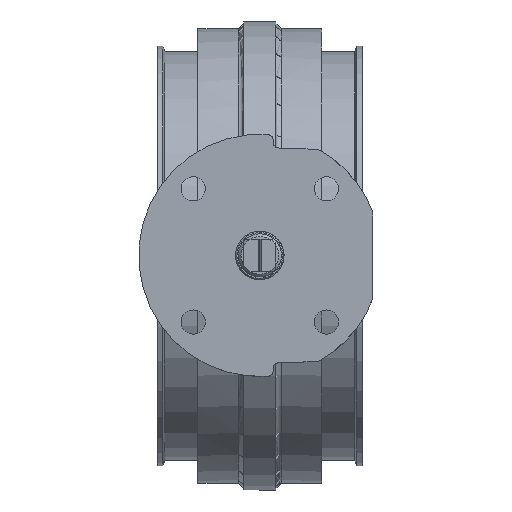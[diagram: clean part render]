
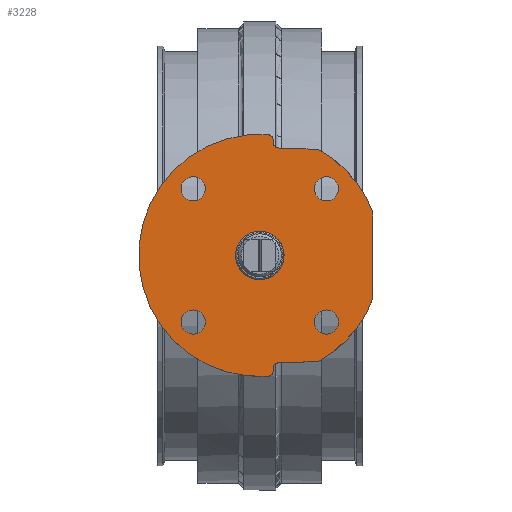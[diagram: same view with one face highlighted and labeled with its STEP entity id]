
A CAD part, top view. The second image highlights one B-rep face of the part: STEP entity #3228.
In plain terms, the highlighted planar face has unit normal (0, 0, 1).
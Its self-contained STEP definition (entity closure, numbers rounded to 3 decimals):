
#2999=CARTESIAN_POINT('',(20.249,-24.749,124.0));
#3000=VERTEX_POINT('',#2999);
#3001=CARTESIAN_POINT('',(24.749,-24.749,124.));
#3002=DIRECTION('',(0.0,0.0,-1.0));
#3003=DIRECTION('',(-1.0,0.0,0.0));
#3004=AXIS2_PLACEMENT_3D('',#3001,#3002,#3003);
#3005=CIRCLE('',#3004,4.5);
#3006=EDGE_CURVE('',#3000,#3000,#3005,.T.);
#3027=CARTESIAN_POINT('',(24.749,20.249,124.0));
#3028=VERTEX_POINT('',#3027);
#3029=CARTESIAN_POINT('',(24.749,24.749,124.));
#3030=DIRECTION('',(0.0,0.0,-1.0));
#3031=DIRECTION('',(0.0,-1.0,0.0));
#3032=AXIS2_PLACEMENT_3D('',#3029,#3030,#3031);
#3033=CIRCLE('',#3032,4.5);
#3034=EDGE_CURVE('',#3028,#3028,#3033,.T.);
#3055=CARTESIAN_POINT('',(-24.749,-20.249,124.0));
#3056=VERTEX_POINT('',#3055);
#3057=CARTESIAN_POINT('',(-24.749,-24.749,124.));
#3058=DIRECTION('',(0.0,0.0,-1.0));
#3059=DIRECTION('',(0.0,1.0,0.0));
#3060=AXIS2_PLACEMENT_3D('',#3057,#3058,#3059);
#3061=CIRCLE('',#3060,4.5);
#3062=EDGE_CURVE('',#3056,#3056,#3061,.T.);
#3083=CARTESIAN_POINT('',(-20.249,24.749,124.0));
#3084=VERTEX_POINT('',#3083);
#3085=CARTESIAN_POINT('',(-24.749,24.749,124.));
#3086=DIRECTION('',(0.0,0.0,-1.0));
#3087=DIRECTION('',(1.0,0.0,0.0));
#3088=AXIS2_PLACEMENT_3D('',#3085,#3086,#3087);
#3089=CIRCLE('',#3088,4.5);
#3090=EDGE_CURVE('',#3084,#3084,#3089,.T.);
#3095=CARTESIAN_POINT('',(-45.001,87.001,124.0));
#3096=DIRECTION('',(0.0,0.0,-1.0));
#3097=DIRECTION('',(-1.0,0.0,0.0));
#3098=AXIS2_PLACEMENT_3D('',#3095,#3096,#3097);
#3099=PLANE('',#3098);
#3100=CARTESIAN_POINT('',(5.0,-42.895,124.));
#3101=VERTEX_POINT('',#3100);
#3102=CARTESIAN_POINT('',(5.0,-41.931,124.));
#3103=VERTEX_POINT('',#3102);
#3104=CARTESIAN_POINT('',(5.0,-42.895,124.));
#3105=DIRECTION('',(0.0,1.0,0.0));
#3106=VECTOR('',#3105,0.964);
#3107=LINE('',#3104,#3106);
#3108=EDGE_CURVE('',#3101,#3103,#3107,.T.);
#3109=ORIENTED_EDGE('',*,*,#3108,.T.);
#3110=CARTESIAN_POINT('',(6.93,-39.933,124.));
#3111=VERTEX_POINT('',#3110);
#3112=CARTESIAN_POINT('',(7.0,-41.931,124.0));
#3113=DIRECTION('',(0.0,0.0,-1.));
#3114=DIRECTION('',(-0.719,0.695,0.0));
#3115=AXIS2_PLACEMENT_3D('',#3112,#3113,#3114);
#3116=CIRCLE('',#3115,2.);
#3117=EDGE_CURVE('',#3103,#3111,#3116,.T.);
#3118=ORIENTED_EDGE('',*,*,#3117,.T.);
#3119=CARTESIAN_POINT('',(21.71,-39.416,124.0));
#3120=VERTEX_POINT('',#3119);
#3121=CARTESIAN_POINT('',(6.93,-39.933,124.));
#3122=DIRECTION('',(0.999,0.035,0.0));
#3123=VECTOR('',#3122,14.789);
#3124=LINE('',#3121,#3123);
#3125=EDGE_CURVE('',#3111,#3120,#3124,.T.);
#3126=ORIENTED_EDGE('',*,*,#3125,.T.);
#3127=CARTESIAN_POINT('',(42.,-16.155,124.));
#3128=VERTEX_POINT('',#3127);
#3129=CARTESIAN_POINT('',(0.0,0.0,124.0));
#3130=DIRECTION('',(0.0,0.0,1.0));
#3131=DIRECTION('',(0.754,-0.657,0.0));
#3132=AXIS2_PLACEMENT_3D('',#3129,#3130,#3131);
#3133=CIRCLE('',#3132,45.0);
#3134=EDGE_CURVE('',#3120,#3128,#3133,.T.);
#3135=ORIENTED_EDGE('',*,*,#3134,.T.);
#3136=CARTESIAN_POINT('',(42.,16.155,124.0));
#3137=VERTEX_POINT('',#3136);
#3138=CARTESIAN_POINT('',(42.,-16.155,124.));
#3139=DIRECTION('',(0.0,1.0,0.0));
#3140=VECTOR('',#3139,32.311);
#3141=LINE('',#3138,#3140);
#3142=EDGE_CURVE('',#3128,#3137,#3141,.T.);
#3143=ORIENTED_EDGE('',*,*,#3142,.T.);
#3144=CARTESIAN_POINT('',(21.71,39.416,124.));
#3145=VERTEX_POINT('',#3144);
#3146=CARTESIAN_POINT('',(0.0,0.0,124.0));
#3147=DIRECTION('',(0.0,0.0,1.0));
#3148=DIRECTION('',(0.754,0.657,0.0));
#3149=AXIS2_PLACEMENT_3D('',#3146,#3147,#3148);
#3150=CIRCLE('',#3149,45.0);
#3151=EDGE_CURVE('',#3137,#3145,#3150,.T.);
#3152=ORIENTED_EDGE('',*,*,#3151,.T.);
#3153=CARTESIAN_POINT('',(6.93,39.933,124.0));
#3154=VERTEX_POINT('',#3153);
#3155=CARTESIAN_POINT('',(21.71,39.416,124.));
#3156=DIRECTION('',(-0.999,0.035,0.0));
#3157=VECTOR('',#3156,14.789);
#3158=LINE('',#3155,#3157);
#3159=EDGE_CURVE('',#3145,#3154,#3158,.T.);
#3160=ORIENTED_EDGE('',*,*,#3159,.T.);
#3161=CARTESIAN_POINT('',(5.0,41.931,124.0));
#3162=VERTEX_POINT('',#3161);
#3163=CARTESIAN_POINT('',(7.,41.931,124.0));
#3164=DIRECTION('',(0.0,0.0,-1.));
#3165=DIRECTION('',(-0.719,-0.695,0.0));
#3166=AXIS2_PLACEMENT_3D('',#3163,#3164,#3165);
#3167=CIRCLE('',#3166,2.0);
#3168=EDGE_CURVE('',#3154,#3162,#3167,.T.);
#3169=ORIENTED_EDGE('',*,*,#3168,.T.);
#3170=CARTESIAN_POINT('',(5.0,42.895,124.));
#3171=VERTEX_POINT('',#3170);
#3172=CARTESIAN_POINT('',(5.0,41.931,124.));
#3173=DIRECTION('',(0.0,1.0,0.0));
#3174=VECTOR('',#3173,0.964);
#3175=LINE('',#3172,#3174);
#3176=EDGE_CURVE('',#3162,#3171,#3175,.T.);
#3177=ORIENTED_EDGE('',*,*,#3176,.T.);
#3178=CARTESIAN_POINT('',(3.14,44.89,124.0));
#3179=VERTEX_POINT('',#3178);
#3180=CARTESIAN_POINT('',(3.,42.895,124.));
#3181=DIRECTION('',(0.0,0.0,1.0));
#3182=DIRECTION('',(0.731,0.682,0.0));
#3183=AXIS2_PLACEMENT_3D('',#3180,#3181,#3182);
#3184=CIRCLE('',#3183,2.);
#3185=EDGE_CURVE('',#3171,#3179,#3184,.T.);
#3186=ORIENTED_EDGE('',*,*,#3185,.T.);
#3187=CARTESIAN_POINT('',(3.14,-44.89,124.0));
#3188=VERTEX_POINT('',#3187);
#3189=CARTESIAN_POINT('',(0.0,0.0,124.0));
#3190=DIRECTION('',(0.0,0.0,1.0));
#3191=DIRECTION('',(-1.0,0.0,0.0));
#3192=AXIS2_PLACEMENT_3D('',#3189,#3190,#3191);
#3193=CIRCLE('',#3192,45.0);
#3194=EDGE_CURVE('',#3179,#3188,#3193,.T.);
#3195=ORIENTED_EDGE('',*,*,#3194,.T.);
#3196=CARTESIAN_POINT('',(3.,-42.895,124.0));
#3197=DIRECTION('',(0.0,0.0,1.));
#3198=DIRECTION('',(0.731,-0.682,0.0));
#3199=AXIS2_PLACEMENT_3D('',#3196,#3197,#3198);
#3200=CIRCLE('',#3199,2.);
#3201=EDGE_CURVE('',#3188,#3101,#3200,.T.);
#3202=ORIENTED_EDGE('',*,*,#3201,.T.);
#3203=EDGE_LOOP('',(#3109,#3118,#3126,#3135,#3143,#3152,#3160,#3169,#3177,#3186,#3195,#3202));
#3204=FACE_OUTER_BOUND('',#3203,.T.);
#3205=CARTESIAN_POINT('',(9.0,0.,124.0));
#3206=VERTEX_POINT('',#3205);
#3207=CARTESIAN_POINT('',(0.0,0.0,124.0));
#3208=DIRECTION('',(0.0,0.0,-1.0));
#3209=DIRECTION('',(-1.0,0.0,0.0));
#3210=AXIS2_PLACEMENT_3D('',#3207,#3208,#3209);
#3211=CIRCLE('',#3210,9.0);
#3212=EDGE_CURVE('',#3206,#3206,#3211,.T.);
#3213=ORIENTED_EDGE('',*,*,#3212,.T.);
#3214=EDGE_LOOP('',(#3213));
#3215=FACE_BOUND('',#3214,.T.);
#3216=ORIENTED_EDGE('',*,*,#3006,.T.);
#3217=EDGE_LOOP('',(#3216));
#3218=FACE_BOUND('',#3217,.T.);
#3219=ORIENTED_EDGE('',*,*,#3034,.T.);
#3220=EDGE_LOOP('',(#3219));
#3221=FACE_BOUND('',#3220,.T.);
#3222=ORIENTED_EDGE('',*,*,#3062,.T.);
#3223=EDGE_LOOP('',(#3222));
#3224=FACE_BOUND('',#3223,.T.);
#3225=ORIENTED_EDGE('',*,*,#3090,.T.);
#3226=EDGE_LOOP('',(#3225));
#3227=FACE_BOUND('',#3226,.T.);
#3228=ADVANCED_FACE('',(#3204,#3215,#3218,#3221,#3224,#3227),#3099,.F.);
